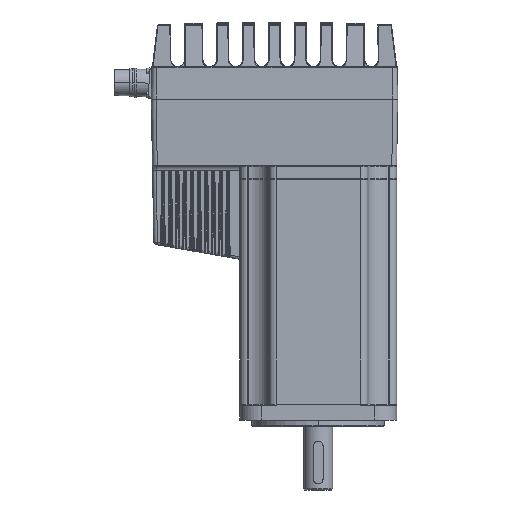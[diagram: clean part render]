
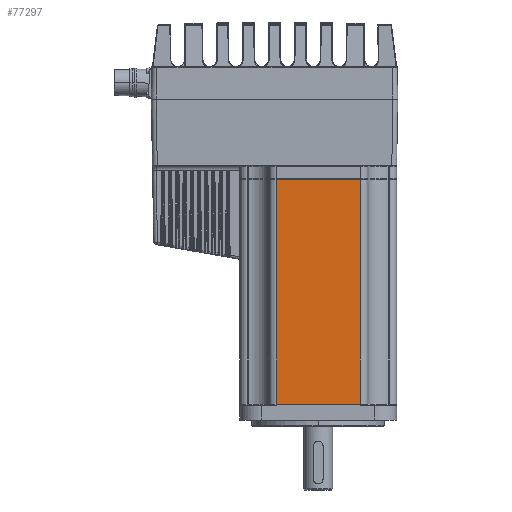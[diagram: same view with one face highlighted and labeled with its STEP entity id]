
A CAD part, left-side view. The second image highlights one B-rep face of the part: STEP entity #77297.
In plain terms, the highlighted planar face has unit normal (-1, 0, 0).
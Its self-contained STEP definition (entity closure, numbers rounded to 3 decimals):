
#1894 = DIRECTION ( 'NONE',  ( 1., 0., 0. ) ) ;
#4223 = CARTESIAN_POINT ( 'NONE',  ( -30.474, -11.406, 0.2 ) ) ;
#5470 = VERTEX_POINT ( 'NONE', #104259 ) ;
#5886 = EDGE_CURVE ( 'NONE', #23515, #5470, #89280, .T. ) ;
#7525 = CARTESIAN_POINT ( 'NONE',  ( -30.474, -11.406, 127. ) ) ;
#9851 = DIRECTION ( 'NONE',  ( 0., -1., 0. ) ) ;
#11628 = CARTESIAN_POINT ( 'NONE',  ( -30.474, -81.406, 186.8 ) ) ;
#13257 = VECTOR ( 'NONE', #108152, 1000. ) ;
#18599 = CARTESIAN_POINT ( 'NONE',  ( -30.474, 18.594, 127. ) ) ;
#20460 = ORIENTED_EDGE ( 'NONE', *, *, #85817, .F. ) ;
#23515 = VERTEX_POINT ( 'NONE', #11628 ) ;
#27899 = EDGE_CURVE ( 'NONE', #78878, #5470, #67527, .T. ) ;
#28961 = EDGE_CURVE ( 'NONE', #78878, #54096, #109637, .T. ) ;
#29796 = ORIENTED_EDGE ( 'NONE', *, *, #27899, .F. ) ;
#35438 = FACE_OUTER_BOUND ( 'NONE', #62616, .T. ) ;
#44308 = CARTESIAN_POINT ( 'NONE',  ( -30.474, -81.406, 127. ) ) ;
#44668 = DIRECTION ( 'NONE',  ( 0., 0., -1. ) ) ;
#45283 = AXIS2_PLACEMENT_3D ( 'NONE', #18599, #1894, #61476 ) ;
#54096 = VERTEX_POINT ( 'NONE', #67325 ) ;
#54851 = LINE ( 'NONE', #44308, #60179 ) ;
#57562 = VECTOR ( 'NONE', #71964, 1000. ) ;
#60179 = VECTOR ( 'NONE', #44668, 1000. ) ;
#61476 = DIRECTION ( 'NONE',  ( 0., 1., 0. ) ) ;
#61851 = PLANE ( 'NONE',  #45283 ) ;
#62616 = EDGE_LOOP ( 'NONE', ( #29796, #100696, #20460, #73414 ) ) ;
#67325 = CARTESIAN_POINT ( 'NONE',  ( -30.474, -81.406, 0.2 ) ) ;
#67527 = LINE ( 'NONE', #7525, #13257 ) ;
#71964 = DIRECTION ( 'NONE',  ( 0., 1., 0. ) ) ;
#73414 = ORIENTED_EDGE ( 'NONE', *, *, #5886, .T. ) ;
#77297 = ADVANCED_FACE ( 'NONE', ( #35438 ), #61851, .F. ) ;
#78878 = VERTEX_POINT ( 'NONE', #4223 ) ;
#80105 = CARTESIAN_POINT ( 'NONE',  ( -30.474, -11.406, 186.8 ) ) ;
#85817 = EDGE_CURVE ( 'NONE', #23515, #54096, #54851, .T. ) ;
#86406 = CARTESIAN_POINT ( 'NONE',  ( -30.474, 18.594, 0.2 ) ) ;
#89280 = LINE ( 'NONE', #80105, #57562 ) ;
#98996 = VECTOR ( 'NONE', #9851, 1000. ) ;
#100696 = ORIENTED_EDGE ( 'NONE', *, *, #28961, .T. ) ;
#104259 = CARTESIAN_POINT ( 'NONE',  ( -30.474, -11.406, 186.8 ) ) ;
#108152 = DIRECTION ( 'NONE',  ( 0., 0., 1. ) ) ;
#109637 = LINE ( 'NONE', #86406, #98996 ) ;
